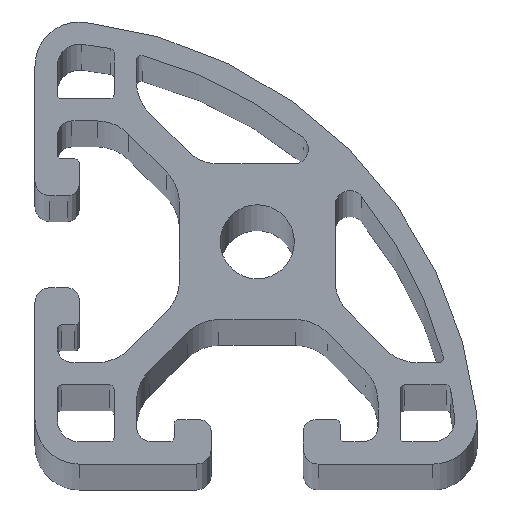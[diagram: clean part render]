
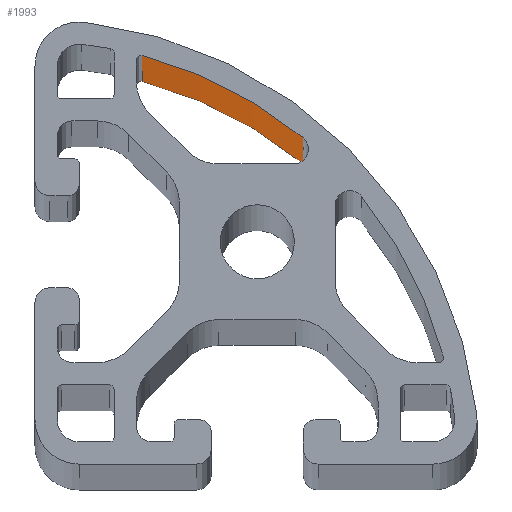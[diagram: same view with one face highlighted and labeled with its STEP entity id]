
A CAD part, top view. The second image highlights one B-rep face of the part: STEP entity #1993.
In plain terms, the highlighted cylindrical face has radius 28.5 mm (diameter 57 mm), a partial arc.
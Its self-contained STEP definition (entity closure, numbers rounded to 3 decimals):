
#81=FACE_OUTER_BOUND($,#184,.T.);
#184=EDGE_LOOP($,(#1331,#1332,#1333,#1334));
#304=LINE($,#2963,#502);
#305=LINE($,#2969,#503);
#502=VECTOR($,#2332,1000.);
#503=VECTOR($,#2339,1000.);
#699=CIRCLE($,#2106,28.5);
#700=CIRCLE($,#2107,28.5);
#811=VERTEX_POINT($,#2960);
#812=VERTEX_POINT($,#2962);
#813=VERTEX_POINT($,#2966);
#814=VERTEX_POINT($,#2968);
#1019=EDGE_CURVE($,#811,#812,#304,.T.);
#1021=EDGE_CURVE($,#813,#811,#699,.T.);
#1022=EDGE_CURVE($,#813,#814,#305,.T.);
#1023=EDGE_CURVE($,#812,#814,#700,.T.);
#1331=ORIENTED_EDGE($,*,*,#1021,.F.);
#1332=ORIENTED_EDGE($,*,*,#1022,.T.);
#1333=ORIENTED_EDGE($,*,*,#1023,.F.);
#1334=ORIENTED_EDGE($,*,*,#1019,.F.);
#1937=CYLINDRICAL_SURFACE($,#2105,28.5);
#1993=ADVANCED_FACE($,(#81),#1937,.F.);
#2105=AXIS2_PLACEMENT_3D($,#2965,#2335,#2336);
#2106=AXIS2_PLACEMENT_3D($,#2967,#2337,#2338);
#2107=AXIS2_PLACEMENT_3D($,#2970,#2340,#2341);
#2332=DIRECTION($,(0.,0.,1.));
#2335=DIRECTION('center_axis',(0.,0.,1.));
#2336=DIRECTION('ref_axis',(-0.635,-0.773,0.));
#2337=DIRECTION('center_axis',(0.,0.,1.));
#2338=DIRECTION('ref_axis',(-0.635,-0.773,0.));
#2339=DIRECTION($,(0.,0.,1.));
#2340=DIRECTION('center_axis',(0.,0.,-1.));
#2341=DIRECTION('ref_axis',(-0.635,-0.773,0.));
#2960=CARTESIAN_POINT('',(4.226,27.568,0.));
#2962=CARTESIAN_POINT('',(4.226,27.568,1000.));
#2963=CARTESIAN_POINT($,(4.226,27.568,0.));
#2965=CARTESIAN_POINT('Origin',(-3.,0.,
0.));
#2966=CARTESIAN_POINT('',(15.09,22.022,0.));
#2967=CARTESIAN_POINT('Origin',(-3.,0.,
0.));
#2968=CARTESIAN_POINT('',(15.09,22.022,1000.));
#2969=CARTESIAN_POINT($,(15.09,22.022,0.));
#2970=CARTESIAN_POINT('Origin',(-3.,0.,
1000.));
